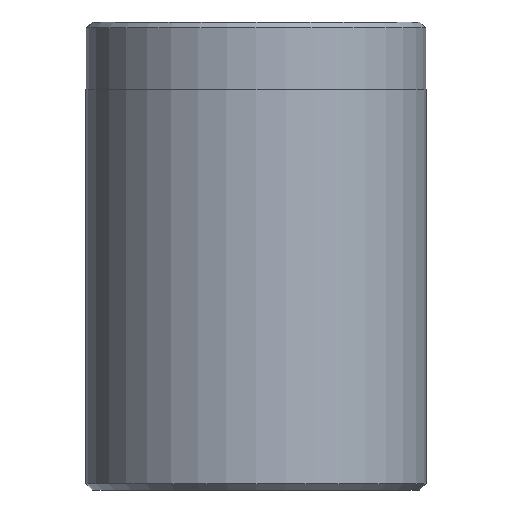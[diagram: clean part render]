
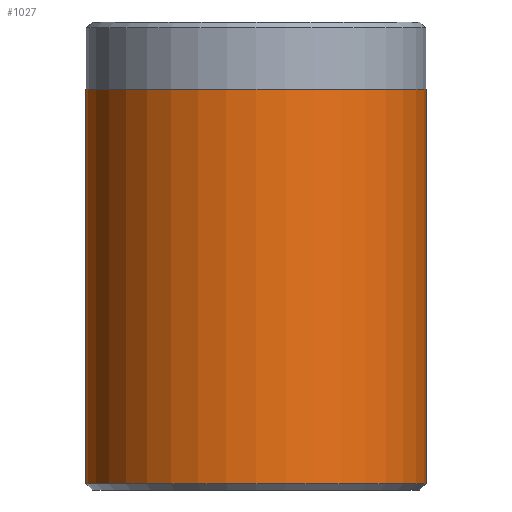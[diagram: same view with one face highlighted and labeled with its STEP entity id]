
A CAD part, front view. The second image highlights one B-rep face of the part: STEP entity #1027.
In plain terms, the highlighted cylindrical face has radius 8 mm (diameter 16 mm), a partial arc.
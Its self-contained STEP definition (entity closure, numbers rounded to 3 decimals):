
#4 = ORIENTED_EDGE ( 'NONE', *, *, #485, .T. ) ;
#6 = VERTEX_POINT ( 'NONE', #327 ) ;
#124 = CARTESIAN_POINT ( 'NONE',  ( -8., 0., 22. ) ) ;
#214 = ORIENTED_EDGE ( 'NONE', *, *, #1331, .F. ) ;
#254 = AXIS2_PLACEMENT_3D ( 'NONE', #1282, #720, #434 ) ;
#285 = DIRECTION ( 'NONE',  ( 0., 0., -1. ) ) ;
#293 = EDGE_CURVE ( 'NONE', #6, #1144, #478, .T. ) ;
#327 = CARTESIAN_POINT ( 'NONE',  ( 8., 0., 18.837 ) ) ;
#434 = DIRECTION ( 'NONE',  ( 1., 0., 0. ) ) ;
#478 = LINE ( 'NONE', #1817, #1604 ) ;
#485 = EDGE_CURVE ( 'NONE', #1721, #1483, #1378, .T. ) ;
#531 = CIRCLE ( 'NONE', #254, 8. ) ;
#573 = DIRECTION ( 'NONE',  ( 1., 0., 0. ) ) ;
#650 = ORIENTED_EDGE ( 'NONE', *, *, #1200, .T. ) ;
#665 = AXIS2_PLACEMENT_3D ( 'NONE', #1000, #1652, #573 ) ;
#712 = FACE_OUTER_BOUND ( 'NONE', #913, .T. ) ;
#720 = DIRECTION ( 'NONE',  ( 0., 0., 1. ) ) ;
#854 = ORIENTED_EDGE ( 'NONE', *, *, #293, .F. ) ;
#913 = EDGE_LOOP ( 'NONE', ( #854, #214, #4, #650 ) ) ;
#972 = VECTOR ( 'NONE', #1983, 1000. ) ;
#1000 = CARTESIAN_POINT ( 'NONE',  ( 0., 0., 18.837 ) ) ;
#1027 = ADVANCED_FACE ( 'NONE', ( #712 ), #1844, .T. ) ;
#1144 = VERTEX_POINT ( 'NONE', #1851 ) ;
#1195 = DIRECTION ( 'NONE',  ( 0., 0., -1. ) ) ;
#1200 = EDGE_CURVE ( 'NONE', #1483, #1144, #531, .T. ) ;
#1209 = AXIS2_PLACEMENT_3D ( 'NONE', #1253, #285, #1407 ) ;
#1253 = CARTESIAN_POINT ( 'NONE',  ( 0., 0., 22. ) ) ;
#1282 = CARTESIAN_POINT ( 'NONE',  ( 0., 0., 0.3 ) ) ;
#1331 = EDGE_CURVE ( 'NONE', #1721, #6, #1503, .T. ) ;
#1378 = LINE ( 'NONE', #124, #972 ) ;
#1407 = DIRECTION ( 'NONE',  ( -1., 0., 0. ) ) ;
#1483 = VERTEX_POINT ( 'NONE', #1926 ) ;
#1503 = CIRCLE ( 'NONE', #665, 8. ) ;
#1604 = VECTOR ( 'NONE', #1195, 1000. ) ;
#1652 = DIRECTION ( 'NONE',  ( 0., 0., 1. ) ) ;
#1721 = VERTEX_POINT ( 'NONE', #1915 ) ;
#1817 = CARTESIAN_POINT ( 'NONE',  ( 8., 0., 22. ) ) ;
#1844 = CYLINDRICAL_SURFACE ( 'NONE', #1209, 8. ) ;
#1851 = CARTESIAN_POINT ( 'NONE',  ( 8., 0., 0.3 ) ) ;
#1915 = CARTESIAN_POINT ( 'NONE',  ( -8., 0., 18.837 ) ) ;
#1926 = CARTESIAN_POINT ( 'NONE',  ( -8., 0., 0.3 ) ) ;
#1983 = DIRECTION ( 'NONE',  ( 0., 0., -1. ) ) ;
